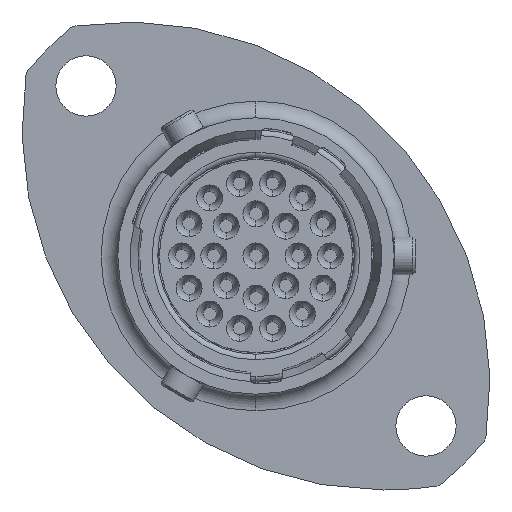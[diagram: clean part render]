
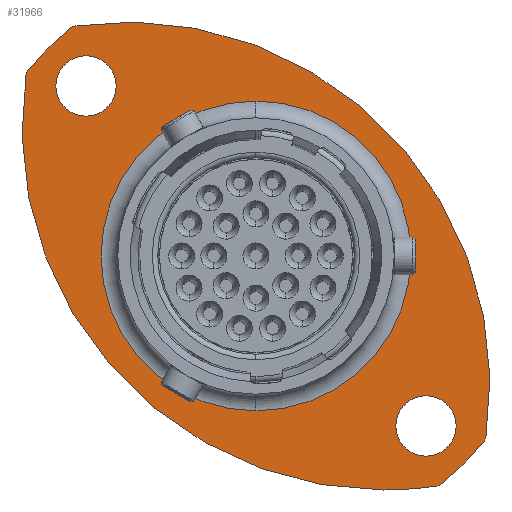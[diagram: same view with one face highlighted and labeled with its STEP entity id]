
A CAD part, left-side view. The second image highlights one B-rep face of the part: STEP entity #31966.
In plain terms, the highlighted planar face has unit normal (-1, 0, 0).
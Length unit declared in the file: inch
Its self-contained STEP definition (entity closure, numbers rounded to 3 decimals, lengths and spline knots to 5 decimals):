
#1001 = EDGE_LOOP ( 'NONE', ( #32322, #32323 ) ) ;
#1004 = EDGE_LOOP ( 'NONE', ( #32318, #32319 ) ) ;
#1853 = EDGE_LOOP ( 'NONE', ( #32324, #32325, #32326, #32327, #32328 ) ) ;
#2005 = VERTEX_POINT ( 'NONE', #5034 ) ;
#5034 = CARTESIAN_POINT ( 'NONE',  ( 0.43089, 0.23988, 0.27018 ) ) ;
#5038 = CARTESIAN_POINT ( 'NONE',  ( 0.43089, 0.23988, -0.3869 ) ) ;
#8715 = AXIS2_PLACEMENT_3D ( 'NONE', #11027, #11028, #11029 ) ;
#9176 = VERTEX_POINT ( 'NONE', #5038 ) ;
#11010 = PLANE ( 'NONE',  #8715 ) ;
#11011 = FACE_BOUND ( 'NONE', #1004, .T. ) ;
#11013 = FACE_BOUND ( 'NONE', #29090, .T. ) ;
#11015 = FACE_BOUND ( 'NONE', #1001, .T. ) ;
#11017 = FACE_OUTER_BOUND ( 'NONE', #1853, .T. ) ;
#11027 = CARTESIAN_POINT ( 'NONE',  ( 0.43089, 0.53299, -0.05836 ) ) ;
#11028 = DIRECTION ( 'NONE',  ( 1., 0., 0. ) ) ;
#11029 = DIRECTION ( 'NONE',  ( 0., 0., -1. ) ) ;
#13134 = CIRCLE ( 'NONE', #13139, 0.32854 ) ;
#13139 = AXIS2_PLACEMENT_3D ( 'NONE', #14720, #14721, #14722 ) ;
#13212 = CIRCLE ( 'NONE', #13217, 0.76772 ) ;
#13217 = AXIS2_PLACEMENT_3D ( 'NONE', #14993, #14994, #14995 ) ;
#13219 = CIRCLE ( 'NONE', #13223, 0.06398 ) ;
#13222 = CIRCLE ( 'NONE', #13229, 0.06398 ) ;
#13223 = AXIS2_PLACEMENT_3D ( 'NONE', #15007, #15008, #15009 ) ;
#13229 = AXIS2_PLACEMENT_3D ( 'NONE', #15019, #15020, #15021 ) ;
#14720 = CARTESIAN_POINT ( 'NONE',  ( 0.43089, 0.23988, -0.05836 ) ) ;
#14721 = DIRECTION ( 'NONE',  ( 1., 0., 0. ) ) ;
#14722 = DIRECTION ( 'NONE',  ( 0., 0., -1. ) ) ;
#14993 = CARTESIAN_POINT ( 'NONE',  ( 0.43089, -0.03155, 0.21307 ) ) ;
#14994 = DIRECTION ( 'NONE',  ( -1., 0., 0. ) ) ;
#14995 = DIRECTION ( 'NONE',  ( 0., 0., -1. ) ) ;
#15007 = CARTESIAN_POINT ( 'NONE',  ( 0.43089, -0.12063, -0.41887 ) ) ;
#15008 = DIRECTION ( 'NONE',  ( -1., 0., 0. ) ) ;
#15009 = DIRECTION ( 'NONE',  ( 0., 0., -1. ) ) ;
#15019 = CARTESIAN_POINT ( 'NONE',  ( 0.43089, 0.60039, 0.30215 ) ) ;
#15020 = DIRECTION ( 'NONE',  ( -1., 0., 0. ) ) ;
#15021 = DIRECTION ( 'NONE',  ( 0., 0., -1. ) ) ;
#16315 = CIRCLE ( 'NONE', #16322, 0.06398 ) ;
#16319 = CIRCLE ( 'NONE', #16320, 0.32854 ) ;
#16320 = AXIS2_PLACEMENT_3D ( 'NONE', #19325, #19326, #19327 ) ;
#16321 = CIRCLE ( 'NONE', #16324, 0.06398 ) ;
#16322 = AXIS2_PLACEMENT_3D ( 'NONE', #19328, #19329, #19330 ) ;
#16323 = CIRCLE ( 'NONE', #16326, 0.76772 ) ;
#16324 = AXIS2_PLACEMENT_3D ( 'NONE', #19331, #19332, #19333 ) ;
#16325 = CIRCLE ( 'NONE', #16328, 0.62303 ) ;
#16326 = AXIS2_PLACEMENT_3D ( 'NONE', #19334, #19335, #19336 ) ;
#16327 = CIRCLE ( 'NONE', #16330, 0.76772 ) ;
#16328 = AXIS2_PLACEMENT_3D ( 'NONE', #19337, #19338, #19339 ) ;
#16329 = CIRCLE ( 'NONE', #16332, 0.62303 ) ;
#16330 = AXIS2_PLACEMENT_3D ( 'NONE', #19342, #19343, #19344 ) ;
#16332 = AXIS2_PLACEMENT_3D ( 'NONE', #19346, #19347, #19348 ) ;
#19325 = CARTESIAN_POINT ( 'NONE',  ( 0.43089, 0.23988, -0.05836 ) ) ;
#19326 = DIRECTION ( 'NONE',  ( 1., 0., 0. ) ) ;
#19327 = DIRECTION ( 'NONE',  ( 0., 0., -1. ) ) ;
#19328 = CARTESIAN_POINT ( 'NONE',  ( 0.43089, 0.60039, 0.30215 ) ) ;
#19329 = DIRECTION ( 'NONE',  ( -1., 0., 0. ) ) ;
#19330 = DIRECTION ( 'NONE',  ( 0., 0., -1. ) ) ;
#19331 = CARTESIAN_POINT ( 'NONE',  ( 0.43089, -0.12063, -0.41887 ) ) ;
#19332 = DIRECTION ( 'NONE',  ( -1., 0., 0. ) ) ;
#19333 = DIRECTION ( 'NONE',  ( 0., 0., -1. ) ) ;
#19334 = CARTESIAN_POINT ( 'NONE',  ( 0.43089, -0.03155, 0.21307 ) ) ;
#19335 = DIRECTION ( 'NONE',  ( -1., 0., 0. ) ) ;
#19336 = DIRECTION ( 'NONE',  ( 0., 0., -1. ) ) ;
#19337 = CARTESIAN_POINT ( 'NONE',  ( 0.43089, 0.23988, -0.05836 ) ) ;
#19338 = DIRECTION ( 'NONE',  ( -1., 0., 0. ) ) ;
#19339 = DIRECTION ( 'NONE',  ( 0., 0., 1. ) ) ;
#19342 = CARTESIAN_POINT ( 'NONE',  ( 0.43089, 0.51131, -0.32979 ) ) ;
#19343 = DIRECTION ( 'NONE',  ( -1., 0., 0. ) ) ;
#19344 = DIRECTION ( 'NONE',  ( 0., 0., -1. ) ) ;
#19346 = CARTESIAN_POINT ( 'NONE',  ( 0.43089, 0.23988, -0.05836 ) ) ;
#19347 = DIRECTION ( 'NONE',  ( -1., 0., 0. ) ) ;
#19348 = DIRECTION ( 'NONE',  ( 0., 0., 1. ) ) ;
#29090 = EDGE_LOOP ( 'NONE', ( #32320, #32321 ) ) ;
#29756 = CARTESIAN_POINT ( 'NONE',  ( 0.43089, -0.24749, -0.44649 ) ) ;
#29766 = CARTESIAN_POINT ( 'NONE',  ( 0.43089, 0.72725, 0.32977 ) ) ;
#29776 = CARTESIAN_POINT ( 'NONE',  ( 0.43089, 0.62801, 0.42901 ) ) ;
#29822 = CARTESIAN_POINT ( 'NONE',  ( 0.43089, -0.12063, -0.48285 ) ) ;
#29850 = CARTESIAN_POINT ( 'NONE',  ( 0.43089, 0.60039, 0.23818 ) ) ;
#29852 = CARTESIAN_POINT ( 'NONE',  ( 0.43089, 0.60039, 0.36613 ) ) ;
#29860 = CARTESIAN_POINT ( 'NONE',  ( 0.43089, -0.14825, -0.54573 ) ) ;
#29868 = CARTESIAN_POINT ( 'NONE',  ( 0.43089, -0.03155, -0.55465 ) ) ;
#29878 = CARTESIAN_POINT ( 'NONE',  ( 0.43089, -0.12063, -0.3549 ) ) ;
#31966 = ADVANCED_FACE ( 'NONE', ( #11011, #11013, #11015, #11017 ), #11010, .F. ) ;
#32318 = ORIENTED_EDGE ( 'NONE', *, *, #33880, .T. ) ;
#32319 = ORIENTED_EDGE ( 'NONE', *, *, #33001, .T. ) ;
#32320 = ORIENTED_EDGE ( 'NONE', *, *, #33066, .F. ) ;
#32321 = ORIENTED_EDGE ( 'NONE', *, *, #33881, .F. ) ;
#32322 = ORIENTED_EDGE ( 'NONE', *, *, #33062, .F. ) ;
#32323 = ORIENTED_EDGE ( 'NONE', *, *, #33882, .F. ) ;
#32324 = ORIENTED_EDGE ( 'NONE', *, *, #33883, .T. ) ;
#32325 = ORIENTED_EDGE ( 'NONE', *, *, #33058, .T. ) ;
#32326 = ORIENTED_EDGE ( 'NONE', *, *, #33884, .T. ) ;
#32327 = ORIENTED_EDGE ( 'NONE', *, *, #33885, .T. ) ;
#32328 = ORIENTED_EDGE ( 'NONE', *, *, #33886, .T. ) ;
#33001 = EDGE_CURVE ( 'NONE', #2005, #9176, #13134, .T. ) ;
#33058 = EDGE_CURVE ( 'NONE', #35206, #35202, #13212, .T. ) ;
#33062 = EDGE_CURVE ( 'NONE', #35183, #35211, #13219, .T. ) ;
#33066 = EDGE_CURVE ( 'NONE', #35197, #35198, #13222, .T. ) ;
#33880 = EDGE_CURVE ( 'NONE', #9176, #2005, #16319, .T. ) ;
#33881 = EDGE_CURVE ( 'NONE', #35198, #35197, #16315, .T. ) ;
#33882 = EDGE_CURVE ( 'NONE', #35211, #35183, #16321, .T. ) ;
#33883 = EDGE_CURVE ( 'NONE', #35153, #35206, #16323, .T. ) ;
#33884 = EDGE_CURVE ( 'NONE', #35202, #35148, #16325, .T. ) ;
#33885 = EDGE_CURVE ( 'NONE', #35148, #35158, #16327, .T. ) ;
#33886 = EDGE_CURVE ( 'NONE', #35158, #35153, #16329, .T. ) ;
#35148 = VERTEX_POINT ( 'NONE', #29756 ) ;
#35153 = VERTEX_POINT ( 'NONE', #29766 ) ;
#35158 = VERTEX_POINT ( 'NONE', #29776 ) ;
#35183 = VERTEX_POINT ( 'NONE', #29822 ) ;
#35197 = VERTEX_POINT ( 'NONE', #29850 ) ;
#35198 = VERTEX_POINT ( 'NONE', #29852 ) ;
#35202 = VERTEX_POINT ( 'NONE', #29860 ) ;
#35206 = VERTEX_POINT ( 'NONE', #29868 ) ;
#35211 = VERTEX_POINT ( 'NONE', #29878 ) ;
